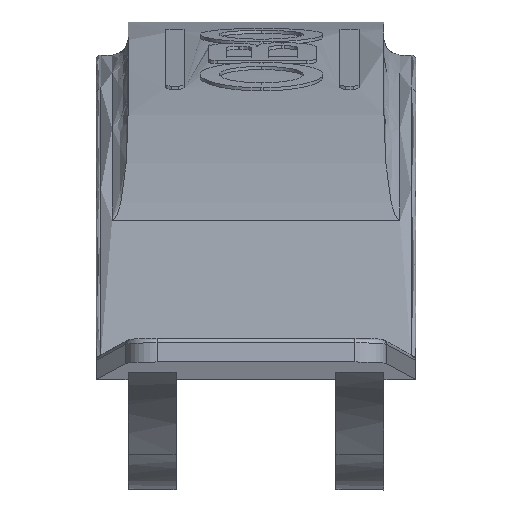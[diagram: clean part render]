
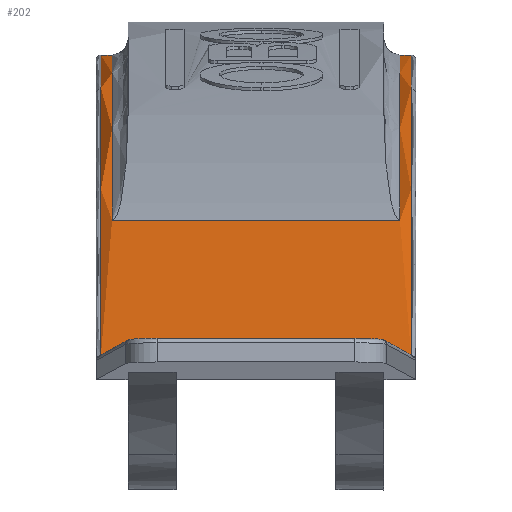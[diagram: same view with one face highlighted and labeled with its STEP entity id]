
A CAD part, top view. The second image highlights one B-rep face of the part: STEP entity #202.
In plain terms, the highlighted free-form (B-spline) face has degree [2, 1] with [9, 2] control points.
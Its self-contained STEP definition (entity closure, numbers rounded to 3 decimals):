
#202=ADVANCED_FACE('',(#407),#3480,.T.);
#407=FACE_OUTER_BOUND('',#622,.T.);
#622=EDGE_LOOP('',(#1634,#1635,#1636,#1637,#1638,#1639,#1640,#1641,#1642,
#1643));
#1634=ORIENTED_EDGE('',*,*,#2301,.T.);
#1635=ORIENTED_EDGE('',*,*,#1993,.T.);
#1636=ORIENTED_EDGE('',*,*,#2243,.T.);
#1637=ORIENTED_EDGE('',*,*,#2006,.T.);
#1638=ORIENTED_EDGE('',*,*,#1979,.T.);
#1639=ORIENTED_EDGE('',*,*,#2316,.T.);
#1640=ORIENTED_EDGE('',*,*,#1964,.T.);
#1641=ORIENTED_EDGE('',*,*,#2012,.T.);
#1642=ORIENTED_EDGE('',*,*,#2317,.F.);
#1643=ORIENTED_EDGE('',*,*,#1985,.T.);
#1964=EDGE_CURVE('',#3111,#3112,#2637,.T.);
#1979=EDGE_CURVE('',#3123,#3124,#2643,.T.);
#1985=EDGE_CURVE('',#2921,#3128,#2509,.T.);
#1993=EDGE_CURVE('',#3135,#3131,#2513,.T.);
#2006=EDGE_CURVE('',#3140,#3123,#2519,.T.);
#2012=EDGE_CURVE('',#3112,#3145,#2523,.T.);
#2243=EDGE_CURVE('',#3131,#3140,#2855,.T.);
#2301=EDGE_CURVE('',#3128,#3135,#2897,.T.);
#2316=EDGE_CURVE('',#3124,#3111,#2905,.T.);
#2317=EDGE_CURVE('',#2921,#3145,#2906,.T.);
#2509=(
BOUNDED_CURVE()
B_SPLINE_CURVE(2,(#9332,#9333,#9334),.UNSPECIFIED.,.F.,.F.)
B_SPLINE_CURVE_WITH_KNOTS((3,3),(0.,66.16),.UNSPECIFIED.)
CURVE()
GEOMETRIC_REPRESENTATION_ITEM()
RATIONAL_B_SPLINE_CURVE((1.,0.987,1.))
REPRESENTATION_ITEM('')
);
#2513=(
BOUNDED_CURVE()
B_SPLINE_CURVE(2,(#9385,#9386,#9387),.UNSPECIFIED.,.F.,.F.)
B_SPLINE_CURVE_WITH_KNOTS((3,3),(0.,66.16),.UNSPECIFIED.)
CURVE()
GEOMETRIC_REPRESENTATION_ITEM()
RATIONAL_B_SPLINE_CURVE((1.,0.987,1.))
REPRESENTATION_ITEM('')
);
#2519=(
BOUNDED_CURVE()
B_SPLINE_CURVE(2,(#9442,#9443,#9444),.UNSPECIFIED.,.F.,.F.)
B_SPLINE_CURVE_WITH_KNOTS((3,3),(-326.254,-236.931),
 .UNSPECIFIED.)
CURVE()
GEOMETRIC_REPRESENTATION_ITEM()
RATIONAL_B_SPLINE_CURVE((1.,0.977,1.))
REPRESENTATION_ITEM('')
);
#2523=(
BOUNDED_CURVE()
B_SPLINE_CURVE(2,(#9459,#9460,#9461),.UNSPECIFIED.,.F.,.F.)
B_SPLINE_CURVE_WITH_KNOTS((3,3),(-415.578,-326.254),
 .UNSPECIFIED.)
CURVE()
GEOMETRIC_REPRESENTATION_ITEM()
RATIONAL_B_SPLINE_CURVE((1.,0.977,1.))
REPRESENTATION_ITEM('')
);
#2637=B_SPLINE_CURVE_WITH_KNOTS('',3,(#9226,#9227,#9228,#9229),
 .UNSPECIFIED.,.F.,.F.,(4,4),(0.,0.),.UNSPECIFIED.);
#2643=B_SPLINE_CURVE_WITH_KNOTS('',3,(#9292,#9293,#9294,#9295),
 .UNSPECIFIED.,.F.,.F.,(4,4),(0.,0.),.UNSPECIFIED.);
#2855=B_SPLINE_CURVE_WITH_KNOTS('',1,(#11498,#11499),.UNSPECIFIED.,.F.,
 .F.,(2,2),(-0.7,0.),.UNSPECIFIED.);
#2897=B_SPLINE_CURVE_WITH_KNOTS('',1,(#11637,#11638),.UNSPECIFIED.,.F.,
 .F.,(2,2),(0.,18.),.UNSPECIFIED.);
#2905=B_SPLINE_CURVE_WITH_KNOTS('',1,(#11674,#11675),.UNSPECIFIED.,.F.,
 .F.,(2,2),(-19.397,0.),.UNSPECIFIED.);
#2906=B_SPLINE_CURVE_WITH_KNOTS('',1,(#11676,#11677),.UNSPECIFIED.,.F.,
 .F.,(2,2),(-0.7,0.),.UNSPECIFIED.);
#2921=VERTEX_POINT('',#8281);
#3111=VERTEX_POINT('',#8471);
#3112=VERTEX_POINT('',#8472);
#3123=VERTEX_POINT('',#8483);
#3124=VERTEX_POINT('',#8484);
#3128=VERTEX_POINT('',#8488);
#3131=VERTEX_POINT('',#8491);
#3135=VERTEX_POINT('',#8495);
#3140=VERTEX_POINT('',#8500);
#3145=VERTEX_POINT('',#8505);
#3480=(
BOUNDED_SURFACE()
B_SPLINE_SURFACE(2,1,((#7742,#7743),(#7744,#7745),(#7746,#7747),(#7748,
#7749),(#7750,#7751),(#7752,#7753),(#7754,#7755),(#7756,#7757),(#7758,#7759)),
 .UNSPECIFIED.,.T.,.F.,.F.)
B_SPLINE_SURFACE_WITH_KNOTS((3,2,2,2,3),(2,2),(0.,326.726,653.451,
980.177,1306.903),(0.,23.282),.UNSPECIFIED.)
GEOMETRIC_REPRESENTATION_ITEM()
RATIONAL_B_SPLINE_SURFACE(((1.,1.),(0.707,0.707),
(1.,1.),(0.707,0.707),(1.,1.),(0.707,
0.707),(1.,1.),(0.707,0.707),(1.,1.)))
REPRESENTATION_ITEM('')
SURFACE()
);
#7742=CARTESIAN_POINT('',(11.641,-194.75,-194.5));
#7743=CARTESIAN_POINT('',(-11.641,-194.75,-194.5));
#7744=CARTESIAN_POINT('',(11.641,-402.75,-194.5));
#7745=CARTESIAN_POINT('',(-11.641,-402.75,-194.5));
#7746=CARTESIAN_POINT('',(11.641,-402.75,13.5));
#7747=CARTESIAN_POINT('',(-11.641,-402.75,13.5));
#7748=CARTESIAN_POINT('',(11.641,-402.75,221.5));
#7749=CARTESIAN_POINT('',(-11.641,-402.75,221.5));
#7750=CARTESIAN_POINT('',(11.641,-194.75,221.5));
#7751=CARTESIAN_POINT('',(-11.641,-194.75,221.5));
#7752=CARTESIAN_POINT('',(11.641,13.25,221.5));
#7753=CARTESIAN_POINT('',(-11.641,13.25,221.5));
#7754=CARTESIAN_POINT('',(11.641,13.25,13.5));
#7755=CARTESIAN_POINT('',(-11.641,13.25,13.5));
#7756=CARTESIAN_POINT('',(11.641,13.25,-194.5));
#7757=CARTESIAN_POINT('',(-11.641,13.25,-194.5));
#7758=CARTESIAN_POINT('',(11.641,-194.75,-194.5));
#7759=CARTESIAN_POINT('',(-11.641,-194.75,-194.5));
#8281=CARTESIAN_POINT('',(9.,13.25,13.5));
#8471=CARTESIAN_POINT('',(9.699,-5.69,100.221));
#8472=CARTESIAN_POINT('',(9.7,-5.69,100.221));
#8483=CARTESIAN_POINT('',(-9.7,-5.69,100.221));
#8484=CARTESIAN_POINT('',(-9.699,-5.69,100.221));
#8488=CARTESIAN_POINT('',(9.,2.816,78.55));
#8491=CARTESIAN_POINT('',(-9.,13.25,13.5));
#8495=CARTESIAN_POINT('',(-9.,2.816,78.55));
#8500=CARTESIAN_POINT('',(-9.7,13.25,13.5));
#8505=CARTESIAN_POINT('',(9.7,13.25,13.5));
#9226=CARTESIAN_POINT('',(9.699,-5.69,100.221));
#9227=CARTESIAN_POINT('',(9.699,-5.69,100.221));
#9228=CARTESIAN_POINT('',(9.7,-5.69,100.221));
#9229=CARTESIAN_POINT('',(9.7,-5.69,100.221));
#9292=CARTESIAN_POINT('',(-9.7,-5.69,100.221));
#9293=CARTESIAN_POINT('',(-9.7,-5.69,100.221));
#9294=CARTESIAN_POINT('',(-9.699,-5.69,100.221));
#9295=CARTESIAN_POINT('',(-9.699,-5.69,100.221));
#9332=CARTESIAN_POINT('',(9.,13.25,13.5));
#9333=CARTESIAN_POINT('',(9.,13.25,46.862));
#9334=CARTESIAN_POINT('',(9.,2.816,78.55));
#9385=CARTESIAN_POINT('',(-9.,2.816,78.55));
#9386=CARTESIAN_POINT('',(-9.,13.25,46.862));
#9387=CARTESIAN_POINT('',(-9.,13.25,13.5));
#9442=CARTESIAN_POINT('',(-9.7,13.25,13.5));
#9443=CARTESIAN_POINT('',(-9.7,13.25,58.929));
#9444=CARTESIAN_POINT('',(-9.7,-5.69,100.221));
#9459=CARTESIAN_POINT('',(9.7,-5.69,100.221));
#9460=CARTESIAN_POINT('',(9.7,13.25,58.929));
#9461=CARTESIAN_POINT('',(9.7,13.25,13.5));
#11498=CARTESIAN_POINT('',(-9.,13.25,13.5));
#11499=CARTESIAN_POINT('',(-9.7,13.25,13.5));
#11637=CARTESIAN_POINT('',(9.,2.816,78.55));
#11638=CARTESIAN_POINT('',(-9.,2.816,78.55));
#11674=CARTESIAN_POINT('',(-9.699,-5.69,100.221));
#11675=CARTESIAN_POINT('',(9.699,-5.69,100.221));
#11676=CARTESIAN_POINT('',(9.,13.25,13.5));
#11677=CARTESIAN_POINT('',(9.7,13.25,13.5));
